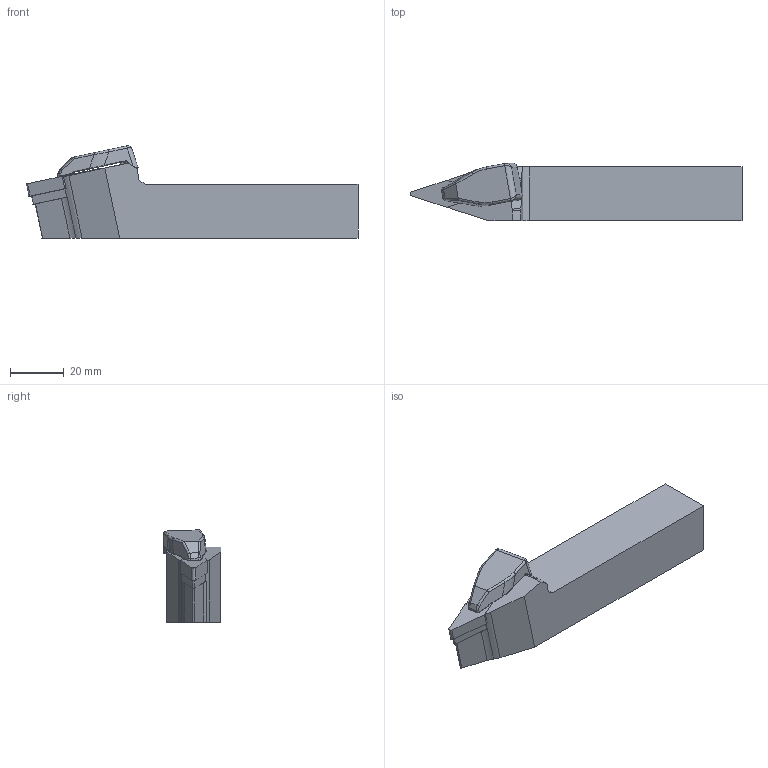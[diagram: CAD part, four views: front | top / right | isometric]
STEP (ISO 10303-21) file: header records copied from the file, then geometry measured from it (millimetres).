
FILE_DESCRIPTION(/* description */ (''),/* implementation_level */ '2;1');
FILE_NAME(/* name */ 'TVVNN-2020-K16.stp',/* time_stamp */ '2023-10-16T10:35:08+03:00',/* author */ (''),/* organization */ (''),/* preprocessor_version */ 'ST-DEVELOPER v19.4',/* originating_system */ 'SIEMENS PLM Software NX2306.3001',/* authorisation */ '');
FILE_SCHEMA (('AUTOMOTIVE_DESIGN { 1 0 10303 214 3 1 1 1 }'));
Length unit declared in the file: millimetre
Products named in the file (1): TVVNN-2020-K16
Bounding box: 123.18 x 21.35 x 34.24 mm (x, y, z)
Volume: 46992.2 mm3; surface area: 11616.4 mm2
Topology: 2 solids, 2 shells, 119 faces, 304 edges, 186 vertices
Faces by surface type: plane 48, cylinder 48, bspline 18, torus 2, sphere 2, cone 1
Entity records: 4032 total; most frequent: CARTESIAN_POINT 1077, DIRECTION 612, ORIENTED_EDGE 600, EDGE_CURVE 300, AXIS2_PLACEMENT_3D 223, VERTEX_POINT 186, LINE 166, VECTOR 166
